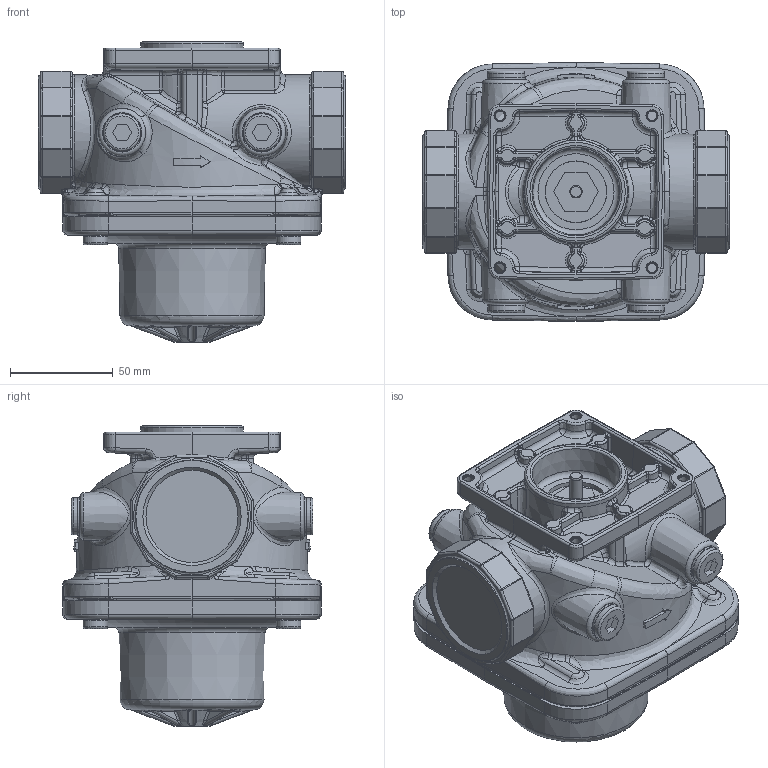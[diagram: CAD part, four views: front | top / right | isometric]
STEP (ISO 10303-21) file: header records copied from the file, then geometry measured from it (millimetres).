
FILE_DESCRIPTION(/* description */ (''),/* implementation_level */ '2;1');
FILE_NAME(/* name */ 'VGD10.404.stp',/* time_stamp */ '2016-11-08T10:31:07+01:00',/* author */ (''),/* organization */ (''),/* preprocessor_version */ 'ST-DEVELOPER v15',/* originating_system */ 'SIEMENS PLM Software NX 8.5',/* authorisation */ '');
FILE_SCHEMA (('AUTOMOTIVE_DESIGN { 1 0 10303 214 3 1 1 1 }'));
Length unit declared in the file: millimetre
Products named in the file (1): ront17488AE5bcxk
Bounding box: 149.75 x 126 x 146.1 mm (x, y, z)
Volume: 1133681.9 mm3; surface area: 101610.9 mm2
Topology: 1 solids, 5 shells, 1336 faces, 3065 edges, 1689 vertices
Faces by surface type: bspline 517, cylinder 319, plane 248, sphere 113, torus 93, cone 46
Full cylindrical faces by diameter (mm): 4.65 x4, 6 x1, 9 x2, 12 x4, 18 x4, 18.5 x4, 50 x1
Entity records: 57029 total; most frequent: CARTESIAN_POINT 21756, ORIENTED_EDGE 5722, DIRECTION 4937, EDGE_CURVE 2861, AXIS2_PLACEMENT_3D 2114, VERTEX_POINT 1645, EDGE_LOOP 1456, PRESENTATION_STYLE_ASSIGNMENT 1336
